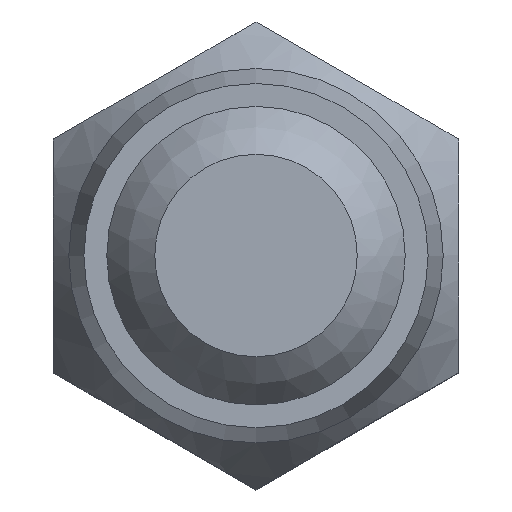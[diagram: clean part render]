
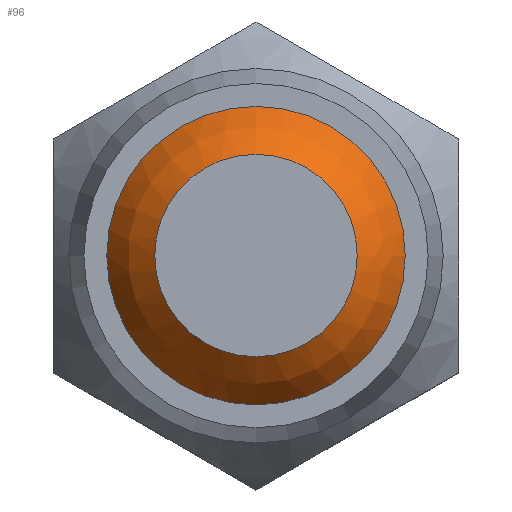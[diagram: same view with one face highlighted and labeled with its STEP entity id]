
A CAD part, top view. The second image highlights one B-rep face of the part: STEP entity #96.
In plain terms, the highlighted spherical face has radius 15 mm.
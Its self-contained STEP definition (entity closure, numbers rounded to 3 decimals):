
#96 = ADVANCED_FACE( '', ( #149, #150 ), #151, .T. );
#149 = FACE_OUTER_BOUND( '', #204, .T. );
#150 = FACE_OUTER_BOUND( '', #205, .T. );
#151 = SPHERICAL_SURFACE( '', #206, 15. );
#204 = EDGE_LOOP( '', ( #345 ) );
#205 = EDGE_LOOP( '', ( #346 ) );
#206 = AXIS2_PLACEMENT_3D( '', #347, #348, #349 );
#345 = ORIENTED_EDGE( '', *, *, #383, .T. );
#346 = ORIENTED_EDGE( '', *, *, #392, .F. );
#347 = CARTESIAN_POINT( '', ( 0., 0., 20. ) );
#348 = DIRECTION( '', ( 0., 0., 1. ) );
#349 = DIRECTION( '', ( 0., 1., 0. ) );
#383 = EDGE_CURVE( '', #443, #443, #444, .T. );
#392 = EDGE_CURVE( '', #455, #455, #456, .T. );
#443 = VERTEX_POINT( '', #697 );
#444 = CIRCLE( '', #698, 13.266 );
#455 = VERTEX_POINT( '', #753 );
#456 = CIRCLE( '', #754, 9. );
#697 = CARTESIAN_POINT( '', ( 13.266, 0., 27. ) );
#698 = AXIS2_PLACEMENT_3D( '', #796, #797, #798 );
#753 = CARTESIAN_POINT( '', ( 9., 0., 32. ) );
#754 = AXIS2_PLACEMENT_3D( '', #801, #802, #803 );
#796 = CARTESIAN_POINT( '', ( 0., 0., 27. ) );
#797 = DIRECTION( '', ( 0., 0., 1. ) );
#798 = DIRECTION( '', ( 1., 0., 0. ) );
#801 = CARTESIAN_POINT( '', ( 0., 0., 32. ) );
#802 = DIRECTION( '', ( 0., 0., 1. ) );
#803 = DIRECTION( '', ( 1., 0., 0. ) );
